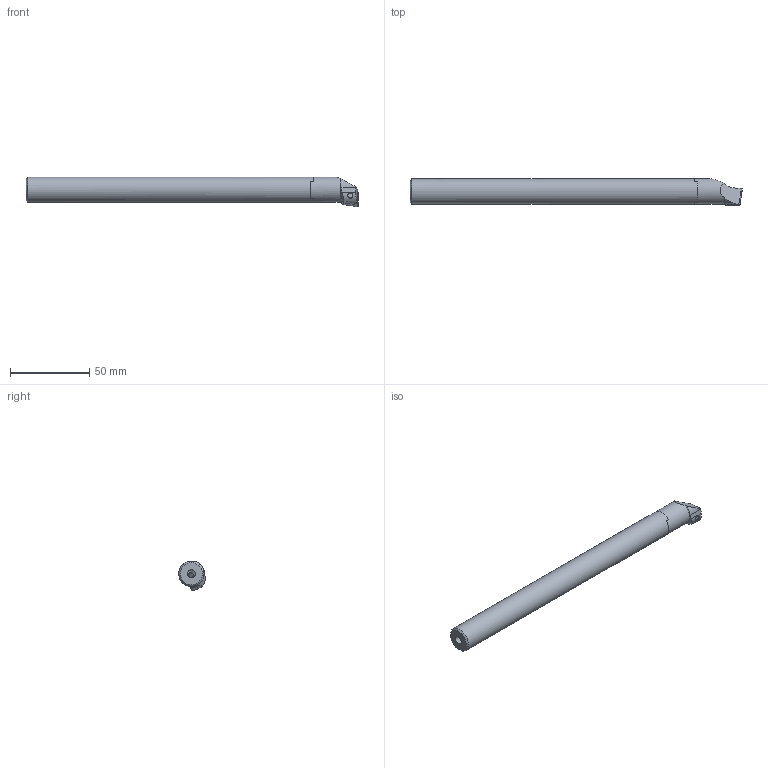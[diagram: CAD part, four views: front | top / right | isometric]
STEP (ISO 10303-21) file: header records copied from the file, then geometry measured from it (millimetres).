
FILE_DESCRIPTION (( 'STEP AP214' ), '1' );
FILE_NAME ('B22.WCB.K13.210.STEP', '2022-03-25T08:52:43', ( '' ), ( '' ), 'SwSTEP 2.0', 'SolidWorks 2017', '' );
FILE_SCHEMA (( 'AUTOMOTIVE_DESIGN' ));
Length unit declared in the file: millimetre
Products named in the file (6): WCB-ER2.001.009_A; CCMT09T304; B22-WCB.K13.210_B; HM2-BG1.001.030_C; B22.WCB.K13.210; HM2-U16.001.182_A
Assembly tree (5 placements, depth 3):
  B22.WCB.K13.210
    B22-WCB.K13.210_B
      HM2-U16.001.182_A
      HM2-BG1.001.030_C
    WCB-ER2.001.009_A
    CCMT09T304
Bounding box: 210 x 16.71 x 18.87 mm (x, y, z)
Volume: 36882.7 mm3; surface area: 14683 mm2
Topology: 4 solids, 4 shells, 114 faces, 296 edges, 182 vertices
Faces by surface type: plane 44, cylinder 28, cone 25, bspline 12, torus 4, sphere 1
Full cylindrical faces by diameter (mm): 3.3 x3, 4 x1, 4.4 x1, 5 x2, 5.25 x1, 6.1 x1, 16 x2
Entity records: 3959 total; most frequent: CARTESIAN_POINT 1305, ORIENTED_EDGE 524, DIRECTION 460, EDGE_CURVE 262, AXIS2_PLACEMENT_3D 176, VERTEX_POINT 175, EDGE_LOOP 141, FACE_OUTER_BOUND 129
